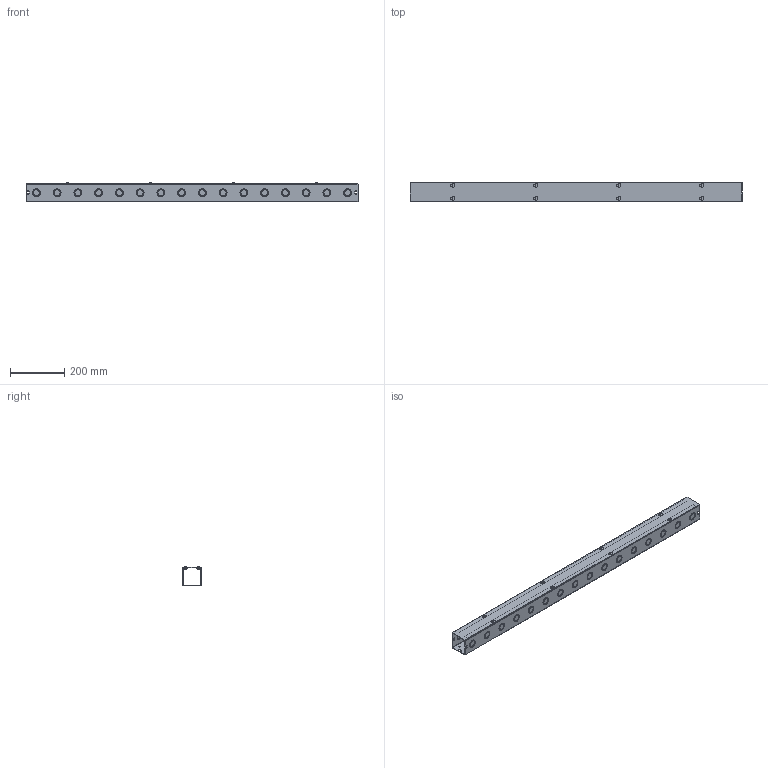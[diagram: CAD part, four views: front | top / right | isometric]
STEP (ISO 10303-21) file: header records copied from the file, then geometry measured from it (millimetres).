
FILE_DESCRIPTION(/* description */ ('WW, S, BLR, GALV, 2.5X2.5X48'),/* implementation_level */ '2;1');
FILE_NAME(/* name */ 'S2248G.stp',/* time_stamp */ '2017-06-23T19:57:10+05:00',/* author */ ('vdas'),/* organization */ (''),/* preprocessor_version */ 'ST-DEVELOPER v16.1',/* originating_system */ 'Autodesk Inventor 2016',/* authorisation */ '');
FILE_SCHEMA (('AUTOMOTIVE_DESIGN { 1 0 10303 214 3 1 1 }'));
Length unit declared in the file: inch
Products named in the file (4): S2248GBLR; S2248GLID; 372141; S2248G
Assembly tree (10 placements, depth 2):
  S2248G
    S2248GBLR
    S2248GLID
    372141  x8
Bounding box: 1219.2 x 68.25 x 71.69 mm (x, y, z)
Volume: 570061.7 mm3; surface area: 724732.7 mm2
Topology: 10 solids, 10 shells, 896 faces, 2028 edges, 1224 vertices
Faces by surface type: plane 344, cone 216, cylinder 208, torus 112, bspline 16
Full cylindrical faces by diameter (mm): 4.089 x8, 4.595 x64, 6.35 x4, 7.938 x8, 22.225 x32, 28.575 x32
Entity records: 10246 total; most frequent: CARTESIAN_POINT 2123, DIRECTION 1682, ORIENTED_EDGE 1328, AXIS2_PLACEMENT_3D 701, EDGE_CURVE 664, EDGE_LOOP 606, VERTEX_POINT 498, FACE_OUTER_BOUND 363
